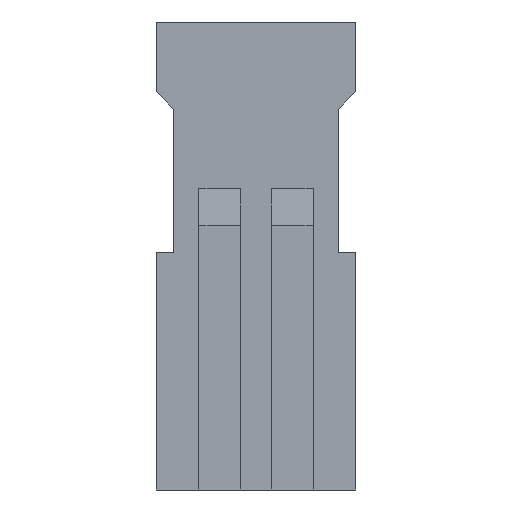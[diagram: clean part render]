
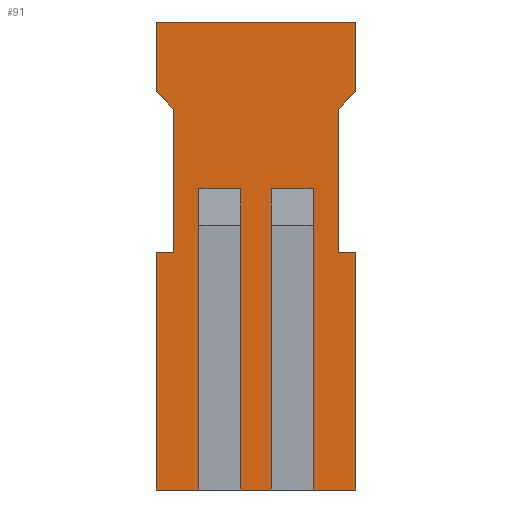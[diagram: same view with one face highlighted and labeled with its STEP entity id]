
A CAD part, front view. The second image highlights one B-rep face of the part: STEP entity #91.
In plain terms, the highlighted planar face has unit normal (0, -1, 0).
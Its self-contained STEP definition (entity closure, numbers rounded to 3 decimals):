
#2 = ORIENTED_EDGE ( 'NONE', *, *, #3, .F. ) ;
#3 = EDGE_CURVE ( 'NONE', #60, #295, #689, .T. ) ;
#8 = ORIENTED_EDGE ( 'NONE', *, *, #88, .T. ) ;
#9 = ORIENTED_EDGE ( 'NONE', *, *, #78, .T. ) ;
#11 = VERTEX_POINT ( 'NONE', #680 ) ;
#46 = ORIENTED_EDGE ( 'NONE', *, *, #47, .T. ) ;
#47 = EDGE_CURVE ( 'NONE', #72, #76, #722, .T. ) ;
#48 = ORIENTED_EDGE ( 'NONE', *, *, #49, .T. ) ;
#49 = EDGE_CURVE ( 'NONE', #76, #80, #718, .T. ) ;
#50 = ORIENTED_EDGE ( 'NONE', *, *, #51, .T. ) ;
#51 = EDGE_CURVE ( 'NONE', #80, #248, #714, .T. ) ;
#52 = ORIENTED_EDGE ( 'NONE', *, *, #247, .F. ) ;
#53 = ORIENTED_EDGE ( 'NONE', *, *, #257, .T. ) ;
#54 = ORIENTED_EDGE ( 'NONE', *, *, #55, .T. ) ;
#55 = EDGE_CURVE ( 'NONE', #192, #237, #709, .T. ) ;
#58 = ORIENTED_EDGE ( 'NONE', *, *, #347, .T. ) ;
#59 = VERTEX_POINT ( 'NONE', #767 ) ;
#60 = VERTEX_POINT ( 'NONE', #766 ) ;
#61 = ORIENTED_EDGE ( 'NONE', *, *, #183, .F. ) ;
#62 = ORIENTED_EDGE ( 'NONE', *, *, #63, .T. ) ;
#63 = EDGE_CURVE ( 'NONE', #255, #340, #765, .T. ) ;
#64 = ORIENTED_EDGE ( 'NONE', *, *, #83, .F. ) ;
#65 = ORIENTED_EDGE ( 'NONE', *, *, #339, .F. ) ;
#72 = VERTEX_POINT ( 'NONE', #912 ) ;
#73 = ORIENTED_EDGE ( 'NONE', *, *, #74, .T. ) ;
#74 = EDGE_CURVE ( 'NONE', #60, #82, #911, .T. ) ;
#75 = ORIENTED_EDGE ( 'NONE', *, *, #84, .F. ) ;
#76 = VERTEX_POINT ( 'NONE', #907 ) ;
#77 = VERTEX_POINT ( 'NONE', #906 ) ;
#78 = EDGE_CURVE ( 'NONE', #89, #77, #905, .T. ) ;
#79 = EDGE_CURVE ( 'NONE', #184, #77, #901, .T. ) ;
#80 = VERTEX_POINT ( 'NONE', #897 ) ;
#81 = ORIENTED_EDGE ( 'NONE', *, *, #79, .F. ) ;
#82 = VERTEX_POINT ( 'NONE', #896 ) ;
#83 = EDGE_CURVE ( 'NONE', #11, #353, #895, .T. ) ;
#84 = EDGE_CURVE ( 'NONE', #59, #82, #891, .T. ) ;
#85 = ORIENTED_EDGE ( 'NONE', *, *, #86, .F. ) ;
#86 = EDGE_CURVE ( 'NONE', #72, #59, #887, .T. ) ;
#87 = EDGE_LOOP ( 'NONE', ( #92, #93, #58, #62, #65, #64, #8, #9, #81, #61, #2, #73, #75, #85, #46, #48, #50, #52, #53, #54 ) ) ;
#88 = EDGE_CURVE ( 'NONE', #11, #89, #803, .T. ) ;
#89 = VERTEX_POINT ( 'NONE', #799 ) ;
#91 = ADVANCED_FACE ( 'NONE', ( #793 ), #855, .F. ) ;
#92 = ORIENTED_EDGE ( 'NONE', *, *, #236, .F. ) ;
#93 = ORIENTED_EDGE ( 'NONE', *, *, #94, .F. ) ;
#94 = EDGE_CURVE ( 'NONE', #254, #234, #850, .T. ) ;
#183 = EDGE_CURVE ( 'NONE', #295, #184, #1104, .T. ) ;
#184 = VERTEX_POINT ( 'NONE', #1100 ) ;
#192 = VERTEX_POINT ( 'NONE', #1141 ) ;
#234 = VERTEX_POINT ( 'NONE', #1301 ) ;
#236 = EDGE_CURVE ( 'NONE', #234, #237, #1300, .T. ) ;
#237 = VERTEX_POINT ( 'NONE', #1303 ) ;
#245 = VERTEX_POINT ( 'NONE', #1360 ) ;
#247 = EDGE_CURVE ( 'NONE', #245, #248, #1359, .T. ) ;
#248 = VERTEX_POINT ( 'NONE', #1355 ) ;
#254 = VERTEX_POINT ( 'NONE', #1438 ) ;
#255 = VERTEX_POINT ( 'NONE', #1437 ) ;
#257 = EDGE_CURVE ( 'NONE', #245, #192, #1295, .T. ) ;
#295 = VERTEX_POINT ( 'NONE', #1319 ) ;
#339 = EDGE_CURVE ( 'NONE', #353, #340, #1600, .T. ) ;
#340 = VERTEX_POINT ( 'NONE', #1705 ) ;
#347 = EDGE_CURVE ( 'NONE', #254, #255, #1658, .T. ) ;
#353 = VERTEX_POINT ( 'NONE', #1504 ) ;
#680 = CARTESIAN_POINT ( 'NONE',  ( 8.65, 0., 16.6 ) ) ;
#686 = DIRECTION ( 'NONE',  ( 0., 0., -1. ) ) ;
#687 = VECTOR ( 'NONE', #686, 1000. ) ;
#688 = CARTESIAN_POINT ( 'NONE',  ( 10.05, 0., 21. ) ) ;
#689 = LINE ( 'NONE', #688, #687 ) ;
#706 = DIRECTION ( 'NONE',  ( 1., 0., 0. ) ) ;
#707 = VECTOR ( 'NONE', #706, 1000. ) ;
#708 = CARTESIAN_POINT ( 'NONE',  ( 0., 0., 0. ) ) ;
#709 = LINE ( 'NONE', #708, #707 ) ;
#711 = DIRECTION ( 'NONE',  ( 0., 0., -1. ) ) ;
#712 = VECTOR ( 'NONE', #711, 1000. ) ;
#713 = CARTESIAN_POINT ( 'NONE',  ( 0.95, 0., 21. ) ) ;
#714 = LINE ( 'NONE', #713, #712 ) ;
#715 = DIRECTION ( 'NONE',  ( 0.707, 0., -0.707 ) ) ;
#716 = VECTOR ( 'NONE', #715, 1000. ) ;
#717 = CARTESIAN_POINT ( 'NONE',  ( 8.75, 0., 13.2 ) ) ;
#718 = LINE ( 'NONE', #717, #716 ) ;
#719 = DIRECTION ( 'NONE',  ( 0., 0., -1. ) ) ;
#720 = VECTOR ( 'NONE', #719, 1000. ) ;
#721 = CARTESIAN_POINT ( 'NONE',  ( 0., 0., 25.8 ) ) ;
#722 = LINE ( 'NONE', #721, #720 ) ;
#762 = DIRECTION ( 'NONE',  ( 1., 0., 0. ) ) ;
#763 = VECTOR ( 'NONE', #762, 1000. ) ;
#764 = CARTESIAN_POINT ( 'NONE',  ( 4.65, 0., 0. ) ) ;
#765 = LINE ( 'NONE', #764, #763 ) ;
#766 = CARTESIAN_POINT ( 'NONE',  ( 10.05, 0., 21. ) ) ;
#767 = CARTESIAN_POINT ( 'NONE',  ( 11., 0., 25.8 ) ) ;
#793 = FACE_OUTER_BOUND ( 'NONE', #87, .T. ) ;
#799 = CARTESIAN_POINT ( 'NONE',  ( 8.65, 0., 0. ) ) ;
#800 = DIRECTION ( 'NONE',  ( 0., 0., -1. ) ) ;
#801 = VECTOR ( 'NONE', #800, 1000. ) ;
#802 = CARTESIAN_POINT ( 'NONE',  ( 8.65, 0., 13.1 ) ) ;
#803 = LINE ( 'NONE', #802, #801 ) ;
#804 = DIRECTION ( 'NONE',  ( 1., 0., 0. ) ) ;
#805 = VECTOR ( 'NONE', #804, 1000. ) ;
#806 = CARTESIAN_POINT ( 'NONE',  ( 0., 0., 25.8 ) ) ;
#847 = DIRECTION ( 'NONE',  ( -1., 0., 0. ) ) ;
#848 = VECTOR ( 'NONE', #847, 1000. ) ;
#849 = CARTESIAN_POINT ( 'NONE',  ( 11., 0., 16.6 ) ) ;
#850 = LINE ( 'NONE', #849, #848 ) ;
#851 = DIRECTION ( 'NONE',  ( 0., 0., 1. ) ) ;
#852 = DIRECTION ( 'NONE',  ( 0., 1., 0. ) ) ;
#853 = CARTESIAN_POINT ( 'NONE',  ( 8.65, 0., 13.1 ) ) ;
#854 = AXIS2_PLACEMENT_3D ( 'NONE', #853, #852, #851 ) ;
#855 = PLANE ( 'NONE',  #854 ) ;
#887 = LINE ( 'NONE', #806, #805 ) ;
#888 = DIRECTION ( 'NONE',  ( 0., 0., -1. ) ) ;
#889 = VECTOR ( 'NONE', #888, 1000. ) ;
#890 = CARTESIAN_POINT ( 'NONE',  ( 11., 0., 25.8 ) ) ;
#891 = LINE ( 'NONE', #890, #889 ) ;
#892 = DIRECTION ( 'NONE',  ( -1., 0., 0. ) ) ;
#893 = VECTOR ( 'NONE', #892, 1000. ) ;
#894 = CARTESIAN_POINT ( 'NONE',  ( 11., 0., 16.6 ) ) ;
#895 = LINE ( 'NONE', #894, #893 ) ;
#896 = CARTESIAN_POINT ( 'NONE',  ( 11., 0., 21.95 ) ) ;
#897 = CARTESIAN_POINT ( 'NONE',  ( 0.95, 0., 21. ) ) ;
#898 = DIRECTION ( 'NONE',  ( 0., 0., -1. ) ) ;
#899 = VECTOR ( 'NONE', #898, 1000. ) ;
#900 = CARTESIAN_POINT ( 'NONE',  ( 11., 0., 13.1 ) ) ;
#901 = LINE ( 'NONE', #900, #899 ) ;
#902 = DIRECTION ( 'NONE',  ( 1., 0., 0. ) ) ;
#903 = VECTOR ( 'NONE', #902, 1000. ) ;
#904 = CARTESIAN_POINT ( 'NONE',  ( 8.65, 0., 0. ) ) ;
#905 = LINE ( 'NONE', #904, #903 ) ;
#906 = CARTESIAN_POINT ( 'NONE',  ( 11., 0., 0. ) ) ;
#907 = CARTESIAN_POINT ( 'NONE',  ( 0., 0., 21.95 ) ) ;
#908 = DIRECTION ( 'NONE',  ( 0.707, 0., 0.707 ) ) ;
#909 = VECTOR ( 'NONE', #908, 1000. ) ;
#910 = CARTESIAN_POINT ( 'NONE',  ( 5.4, 0., 16.35 ) ) ;
#911 = LINE ( 'NONE', #910, #909 ) ;
#912 = CARTESIAN_POINT ( 'NONE',  ( 0., 0., 25.8 ) ) ;
#1100 = CARTESIAN_POINT ( 'NONE',  ( 11., 0., 13.1 ) ) ;
#1101 = DIRECTION ( 'NONE',  ( 1., 0., 0. ) ) ;
#1102 = VECTOR ( 'NONE', #1101, 1000. ) ;
#1103 = CARTESIAN_POINT ( 'NONE',  ( 8.65, 0., 13.1 ) ) ;
#1104 = LINE ( 'NONE', #1103, #1102 ) ;
#1141 = CARTESIAN_POINT ( 'NONE',  ( 0., 0., 0. ) ) ;
#1292 = DIRECTION ( 'NONE',  ( 0., 0., -1. ) ) ;
#1293 = VECTOR ( 'NONE', #1292, 1000. ) ;
#1294 = CARTESIAN_POINT ( 'NONE',  ( 0., 0., 13.1 ) ) ;
#1295 = LINE ( 'NONE', #1294, #1293 ) ;
#1299 = CARTESIAN_POINT ( 'NONE',  ( 2.35, 0., 13.1 ) ) ;
#1300 = LINE ( 'NONE', #1299, #1305 ) ;
#1301 = CARTESIAN_POINT ( 'NONE',  ( 2.35, 0., 16.6 ) ) ;
#1303 = CARTESIAN_POINT ( 'NONE',  ( 2.35, 0., 0. ) ) ;
#1304 = DIRECTION ( 'NONE',  ( 0., 0., -1. ) ) ;
#1305 = VECTOR ( 'NONE', #1304, 1000. ) ;
#1319 = CARTESIAN_POINT ( 'NONE',  ( 10.05, 0., 13.1 ) ) ;
#1355 = CARTESIAN_POINT ( 'NONE',  ( 0.95, 0., 13.1 ) ) ;
#1356 = DIRECTION ( 'NONE',  ( 1., 0., 0. ) ) ;
#1357 = VECTOR ( 'NONE', #1356, 1000. ) ;
#1358 = CARTESIAN_POINT ( 'NONE',  ( 0., 0., 13.1 ) ) ;
#1359 = LINE ( 'NONE', #1358, #1357 ) ;
#1360 = CARTESIAN_POINT ( 'NONE',  ( 0., 0., 13.1 ) ) ;
#1437 = CARTESIAN_POINT ( 'NONE',  ( 4.65, 0., 0. ) ) ;
#1438 = CARTESIAN_POINT ( 'NONE',  ( 4.65, 0., 16.6 ) ) ;
#1504 = CARTESIAN_POINT ( 'NONE',  ( 6.35, 0., 16.6 ) ) ;
#1515 = DIRECTION ( 'NONE',  ( 0., 0., -1. ) ) ;
#1600 = LINE ( 'NONE', #1708, #1707 ) ;
#1656 = VECTOR ( 'NONE', #1515, 1000. ) ;
#1657 = CARTESIAN_POINT ( 'NONE',  ( 4.65, 0., 13.1 ) ) ;
#1658 = LINE ( 'NONE', #1657, #1656 ) ;
#1705 = CARTESIAN_POINT ( 'NONE',  ( 6.35, 0., 0. ) ) ;
#1706 = DIRECTION ( 'NONE',  ( 0., 0., -1. ) ) ;
#1707 = VECTOR ( 'NONE', #1706, 1000. ) ;
#1708 = CARTESIAN_POINT ( 'NONE',  ( 6.35, 0., 13.1 ) ) ;
